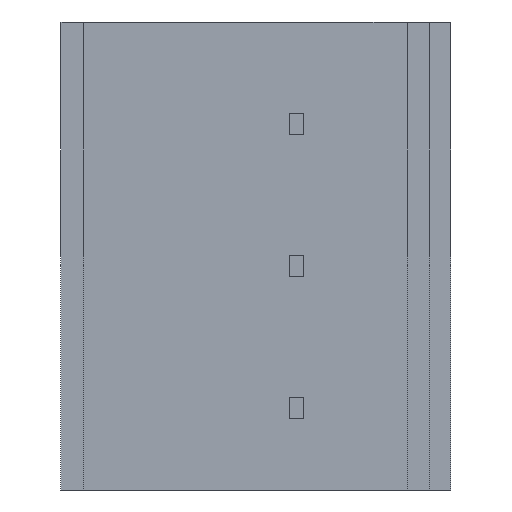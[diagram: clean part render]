
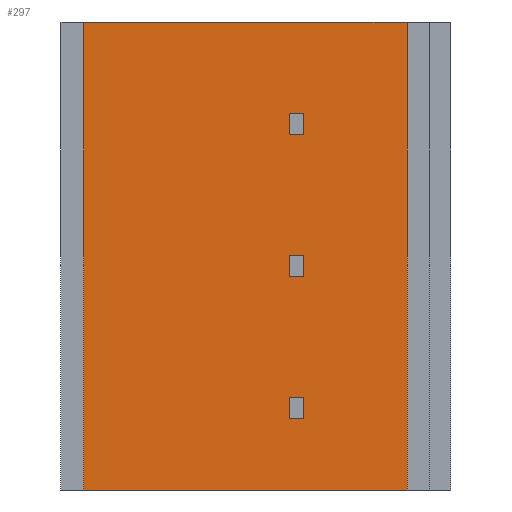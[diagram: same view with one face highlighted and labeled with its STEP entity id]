
A CAD part, front view. The second image highlights one B-rep face of the part: STEP entity #297.
In plain terms, the highlighted planar face has unit normal (0, -1, 0).
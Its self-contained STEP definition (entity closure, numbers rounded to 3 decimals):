
#297 = ADVANCED_FACE( '', ( #626, #627, #628, #629 ), #630, .F. );
#626 = FACE_BOUND( '', #984, .T. );
#627 = FACE_OUTER_BOUND( '', #985, .T. );
#628 = FACE_BOUND( '', #986, .T. );
#629 = FACE_BOUND( '', #987, .T. );
#630 = PLANE( '', #988 );
#984 = EDGE_LOOP( '', ( #1841, #1842, #1843, #1844 ) );
#985 = EDGE_LOOP( '', ( #1845, #1846, #1847, #1848 ) );
#986 = EDGE_LOOP( '', ( #1849, #1850, #1851, #1852 ) );
#987 = EDGE_LOOP( '', ( #1853, #1854, #1855, #1856 ) );
#988 = AXIS2_PLACEMENT_3D( '', #1857, #1858, #1859 );
#1841 = ORIENTED_EDGE( '', *, *, #2548, .F. );
#1842 = ORIENTED_EDGE( '', *, *, #2549, .F. );
#1843 = ORIENTED_EDGE( '', *, *, #2550, .F. );
#1844 = ORIENTED_EDGE( '', *, *, #2465, .F. );
#1845 = ORIENTED_EDGE( '', *, *, #2319, .T. );
#1846 = ORIENTED_EDGE( '', *, *, #2487, .F. );
#1847 = ORIENTED_EDGE( '', *, *, #2551, .F. );
#1848 = ORIENTED_EDGE( '', *, *, #2373, .T. );
#1849 = ORIENTED_EDGE( '', *, *, #2364, .F. );
#1850 = ORIENTED_EDGE( '', *, *, #2552, .F. );
#1851 = ORIENTED_EDGE( '', *, *, #2553, .F. );
#1852 = ORIENTED_EDGE( '', *, *, #2383, .F. );
#1853 = ORIENTED_EDGE( '', *, *, #2554, .F. );
#1854 = ORIENTED_EDGE( '', *, *, #2270, .F. );
#1855 = ORIENTED_EDGE( '', *, *, #2461, .F. );
#1856 = ORIENTED_EDGE( '', *, *, #2498, .F. );
#1857 = CARTESIAN_POINT( '', ( -7.5, 0.4, 15. ) );
#1858 = DIRECTION( '', ( 0., 1., 0. ) );
#1859 = DIRECTION( '', ( 0., 0., 1. ) );
#2270 = EDGE_CURVE( '', #2766, #2769, #2770, .T. );
#2319 = EDGE_CURVE( '', #2853, #2851, #2854, .T. );
#2364 = EDGE_CURVE( '', #2921, #2924, #2925, .T. );
#2373 = EDGE_CURVE( '', #2939, #2853, #2940, .T. );
#2383 = EDGE_CURVE( '', #2924, #2954, #2955, .T. );
#2461 = EDGE_CURVE( '', #3067, #2766, #3070, .T. );
#2465 = EDGE_CURVE( '', #3073, #3075, #3076, .T. );
#2487 = EDGE_CURVE( '', #3102, #2851, #3104, .T. );
#2498 = EDGE_CURVE( '', #3116, #3067, #3118, .T. );
#2548 = EDGE_CURVE( '', #3181, #3073, #3182, .T. );
#2549 = EDGE_CURVE( '', #3183, #3181, #3184, .T. );
#2550 = EDGE_CURVE( '', #3075, #3183, #3185, .T. );
#2551 = EDGE_CURVE( '', #2939, #3102, #3186, .T. );
#2552 = EDGE_CURVE( '', #3187, #2921, #3188, .T. );
#2553 = EDGE_CURVE( '', #2954, #3187, #3189, .T. );
#2554 = EDGE_CURVE( '', #2769, #3116, #3190, .T. );
#2766 = VERTEX_POINT( '', #3467 );
#2769 = VERTEX_POINT( '', #3471 );
#2770 = LINE( '', #3472, #3473 );
#2851 = VERTEX_POINT( '', #3587 );
#2853 = VERTEX_POINT( '', #3590 );
#2854 = LINE( '', #3591, #3592 );
#2921 = VERTEX_POINT( '', #3692 );
#2924 = VERTEX_POINT( '', #3696 );
#2925 = LINE( '', #3697, #3698 );
#2939 = VERTEX_POINT( '', #3718 );
#2940 = LINE( '', #3719, #3720 );
#2954 = VERTEX_POINT( '', #3738 );
#2955 = LINE( '', #3739, #3740 );
#3067 = VERTEX_POINT( '', #3906 );
#3070 = LINE( '', #3910, #3911 );
#3073 = VERTEX_POINT( '', #3915 );
#3075 = VERTEX_POINT( '', #3918 );
#3076 = LINE( '', #3919, #3920 );
#3102 = VERTEX_POINT( '', #3960 );
#3104 = LINE( '', #3963, #3964 );
#3116 = VERTEX_POINT( '', #3980 );
#3118 = LINE( '', #3983, #3984 );
#3181 = VERTEX_POINT( '', #4076 );
#3182 = LINE( '', #4077, #4078 );
#3183 = VERTEX_POINT( '', #4079 );
#3184 = LINE( '', #4080, #4081 );
#3185 = LINE( '', #4082, #4083 );
#3186 = LINE( '', #4084, #4085 );
#3187 = VERTEX_POINT( '', #4086 );
#3188 = LINE( '', #4087, #4088 );
#3189 = LINE( '', #4089, #4090 );
#3190 = LINE( '', #4091, #4092 );
#3467 = CARTESIAN_POINT( '', ( -0.25, 0.4, 13.275 ) );
#3471 = CARTESIAN_POINT( '', ( -0.25, 0.4, 12.525 ) );
#3472 = CARTESIAN_POINT( '', ( -0.25, 0.4, 15. ) );
#3473 = VECTOR( '', #4267, 1000. );
#3587 = CARTESIAN_POINT( '', ( 3.9, 0.4, 0. ) );
#3590 = CARTESIAN_POINT( '', ( -7.5, 0.4, 0. ) );
#3591 = CARTESIAN_POINT( '', ( -7.5, 0.4, 0. ) );
#3592 = VECTOR( '', #4326, 1000. );
#3692 = CARTESIAN_POINT( '', ( -0.25, 0.4, 2.525 ) );
#3696 = CARTESIAN_POINT( '', ( 0.25, 0.4, 2.525 ) );
#3697 = CARTESIAN_POINT( '', ( -7.5, 0.4, 2.525 ) );
#3698 = VECTOR( '', #4364, 1000. );
#3718 = CARTESIAN_POINT( '', ( -7.5, 0.4, 16.5 ) );
#3719 = CARTESIAN_POINT( '', ( -7.5, 0.4, 15. ) );
#3720 = VECTOR( '', #4371, 1000. );
#3738 = CARTESIAN_POINT( '', ( 0.25, 0.4, 3.275 ) );
#3739 = CARTESIAN_POINT( '', ( 0.25, 0.4, 15. ) );
#3740 = VECTOR( '', #4382, 1000. );
#3906 = CARTESIAN_POINT( '', ( 0.25, 0.4, 13.275 ) );
#3910 = CARTESIAN_POINT( '', ( -7.5, 0.4, 13.275 ) );
#3911 = VECTOR( '', #4462, 1000. );
#3915 = CARTESIAN_POINT( '', ( 0.25, 0.4, 7.525 ) );
#3918 = CARTESIAN_POINT( '', ( 0.25, 0.4, 8.275 ) );
#3919 = CARTESIAN_POINT( '', ( 0.25, 0.4, 15. ) );
#3920 = VECTOR( '', #4465, 1000. );
#3960 = CARTESIAN_POINT( '', ( 3.9, 0.4, 16.5 ) );
#3963 = CARTESIAN_POINT( '', ( 3.9, 0.4, 15. ) );
#3964 = VECTOR( '', #4481, 1000. );
#3980 = CARTESIAN_POINT( '', ( 0.25, 0.4, 12.525 ) );
#3983 = CARTESIAN_POINT( '', ( 0.25, 0.4, 15. ) );
#3984 = VECTOR( '', #4490, 1000. );
#4076 = CARTESIAN_POINT( '', ( -0.25, 0.4, 7.525 ) );
#4077 = CARTESIAN_POINT( '', ( -7.5, 0.4, 7.525 ) );
#4078 = VECTOR( '', #4529, 1000. );
#4079 = CARTESIAN_POINT( '', ( -0.25, 0.4, 8.275 ) );
#4080 = CARTESIAN_POINT( '', ( -0.25, 0.4, 15. ) );
#4081 = VECTOR( '', #4530, 1000. );
#4082 = CARTESIAN_POINT( '', ( -7.5, 0.4, 8.275 ) );
#4083 = VECTOR( '', #4531, 1000. );
#4084 = CARTESIAN_POINT( '', ( -7.5, 0.4, 16.5 ) );
#4085 = VECTOR( '', #4532, 1000. );
#4086 = CARTESIAN_POINT( '', ( -0.25, 0.4, 3.275 ) );
#4087 = CARTESIAN_POINT( '', ( -0.25, 0.4, 15. ) );
#4088 = VECTOR( '', #4533, 1000. );
#4089 = CARTESIAN_POINT( '', ( -7.5, 0.4, 3.275 ) );
#4090 = VECTOR( '', #4534, 1000. );
#4091 = CARTESIAN_POINT( '', ( -7.5, 0.4, 12.525 ) );
#4092 = VECTOR( '', #4535, 1000. );
#4267 = DIRECTION( '', ( 0., 0., -1. ) );
#4326 = DIRECTION( '', ( 1., 0., 0. ) );
#4364 = DIRECTION( '', ( 1., 0., 0. ) );
#4371 = DIRECTION( '', ( 0., 0., -1. ) );
#4382 = DIRECTION( '', ( 0., 0., 1. ) );
#4462 = DIRECTION( '', ( -1., 0., 0. ) );
#4465 = DIRECTION( '', ( 0., 0., 1. ) );
#4481 = DIRECTION( '', ( 0., 0., -1. ) );
#4490 = DIRECTION( '', ( 0., 0., 1. ) );
#4529 = DIRECTION( '', ( 1., 0., 0. ) );
#4530 = DIRECTION( '', ( 0., 0., -1. ) );
#4531 = DIRECTION( '', ( -1., 0., 0. ) );
#4532 = DIRECTION( '', ( 1., 0., 0. ) );
#4533 = DIRECTION( '', ( 0., 0., -1. ) );
#4534 = DIRECTION( '', ( -1., 0., 0. ) );
#4535 = DIRECTION( '', ( 1., 0., 0. ) );
